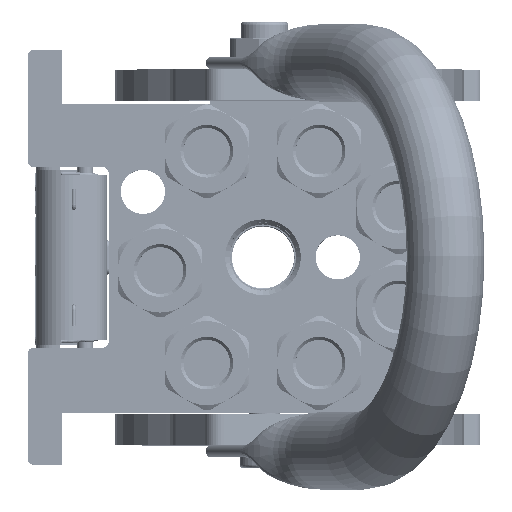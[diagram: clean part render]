
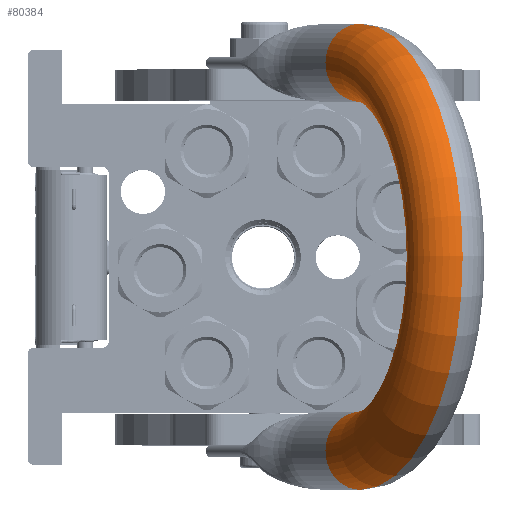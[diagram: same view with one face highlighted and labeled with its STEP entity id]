
A CAD part, top view. The second image highlights one B-rep face of the part: STEP entity #80384.
In plain terms, the highlighted toroidal (fillet/blend) face has major radius 62.25 mm and minor radius 12.5 mm.
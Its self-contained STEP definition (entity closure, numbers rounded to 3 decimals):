
#2349 = VERTEX_POINT ( 'NONE', #56213 ) ;
#10460 = DIRECTION ( 'NONE',  ( 1., 0., 0. ) ) ;
#11060 = AXIS2_PLACEMENT_3D ( 'NONE', #42212, #93046, #52631 ) ;
#27209 = AXIS2_PLACEMENT_3D ( 'NONE', #128492, #118047, #38471 ) ;
#27885 = EDGE_LOOP ( 'NONE', ( #87049, #52827, #94957, #67866 ) ) ;
#34820 = EDGE_CURVE ( 'NONE', #50949, #82538, #70959, .T. ) ;
#37699 = TOROIDAL_SURFACE ( 'NONE', #120577, 62.25, 12.5 ) ;
#38471 = DIRECTION ( 'NONE',  ( -1., 0., 0. ) ) ;
#40024 = DIRECTION ( 'NONE',  ( 0., 1., 0. ) ) ;
#42212 = CARTESIAN_POINT ( 'NONE',  ( 0., 0., 25.25 ) ) ;
#50949 = VERTEX_POINT ( 'NONE', #84944 ) ;
#51712 = FACE_OUTER_BOUND ( 'NONE', #27885, .T. ) ;
#52631 = DIRECTION ( 'NONE',  ( -1., 0., 0. ) ) ;
#52827 = ORIENTED_EDGE ( 'NONE', *, *, #101467, .F. ) ;
#56213 = CARTESIAN_POINT ( 'NONE',  ( 49.75, 0., 25.25 ) ) ;
#60368 = AXIS2_PLACEMENT_3D ( 'NONE', #104600, #65025, #77660 ) ;
#65025 = DIRECTION ( 'NONE',  ( 0., 0., -1. ) ) ;
#67864 = CIRCLE ( 'NONE', #11060, 74.75 ) ;
#67866 = ORIENTED_EDGE ( 'NONE', *, *, #34820, .T. ) ;
#70959 = CIRCLE ( 'NONE', #119629, 12.5 ) ;
#75271 = DIRECTION ( 'NONE',  ( -1., 0., 0. ) ) ;
#77660 = DIRECTION ( 'NONE',  ( 1., 0., 0. ) ) ;
#80384 = ADVANCED_FACE ( 'NONE', ( #51712 ), #37699, .T. ) ;
#82538 = VERTEX_POINT ( 'NONE', #128117 ) ;
#84944 = CARTESIAN_POINT ( 'NONE',  ( -74.75, 0., 25.25 ) ) ;
#85261 = CARTESIAN_POINT ( 'NONE',  ( -62.25, 0., 25.25 ) ) ;
#87049 = ORIENTED_EDGE ( 'NONE', *, *, #103744, .T. ) ;
#93046 = DIRECTION ( 'NONE',  ( 0., 1., 0. ) ) ;
#94957 = ORIENTED_EDGE ( 'NONE', *, *, #99251, .F. ) ;
#95293 = CIRCLE ( 'NONE', #60368, 12.5 ) ;
#99251 = EDGE_CURVE ( 'NONE', #50949, #113495, #67864, .T. ) ;
#99598 = CARTESIAN_POINT ( 'NONE',  ( 0., 0., 25.25 ) ) ;
#101467 = EDGE_CURVE ( 'NONE', #113495, #2349, #95293, .T. ) ;
#103744 = EDGE_CURVE ( 'NONE', #82538, #2349, #121445, .T. ) ;
#104600 = CARTESIAN_POINT ( 'NONE',  ( 62.25, 0., 25.25 ) ) ;
#113495 = VERTEX_POINT ( 'NONE', #118613 ) ;
#116099 = DIRECTION ( 'NONE',  ( 0., 0., 1. ) ) ;
#118047 = DIRECTION ( 'NONE',  ( 0., 1., 0. ) ) ;
#118613 = CARTESIAN_POINT ( 'NONE',  ( 74.75, 0., 25.25 ) ) ;
#119629 = AXIS2_PLACEMENT_3D ( 'NONE', #85261, #116099, #75271 ) ;
#120577 = AXIS2_PLACEMENT_3D ( 'NONE', #99598, #40024, #10460 ) ;
#121445 = CIRCLE ( 'NONE', #27209, 49.75 ) ;
#128117 = CARTESIAN_POINT ( 'NONE',  ( -49.75, 0., 25.25 ) ) ;
#128492 = CARTESIAN_POINT ( 'NONE',  ( 0., 0., 25.25 ) ) ;
